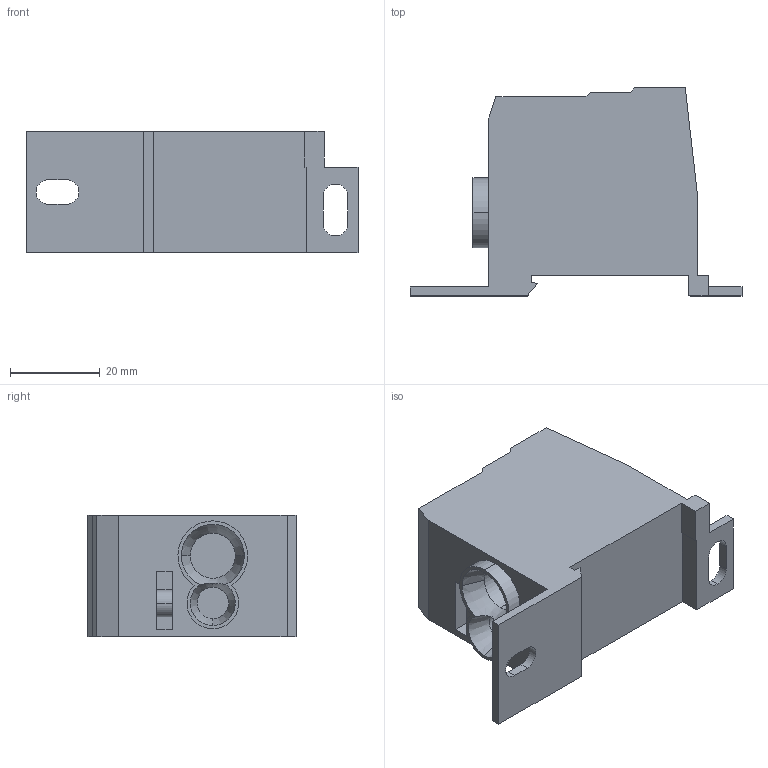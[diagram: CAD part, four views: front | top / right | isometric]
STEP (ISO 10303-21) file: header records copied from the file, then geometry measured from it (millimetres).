
FILE_DESCRIPTION (( 'STEP AP203' ), '1' );
FILE_NAME ('38641.step', '2024-07-23T19:30:20', ( '' ), ( '' ), 'SwSTEP 2.0', 'SolidWorks 2023', '' );
FILE_SCHEMA (( 'CONFIG_CONTROL_DESIGN' ));
Length unit declared in the file: inch
Products named in the file (1): 38641
Bounding box: 73.8 x 46.25 x 27 mm (x, y, z)
Volume: 42922.9 mm3; surface area: 15169.4 mm2
Topology: 1 solids, 1 shells, 131 faces, 320 edges, 203 vertices
Faces by surface type: plane 62, cylinder 53, cone 16
Entity records: 4003 total; most frequent: CARTESIAN_POINT 790, DIRECTION 671, ORIENTED_EDGE 640, EDGE_CURVE 320, AXIS2_PLACEMENT_3D 244, VERTEX_POINT 203, VECTOR 183, LINE 183
